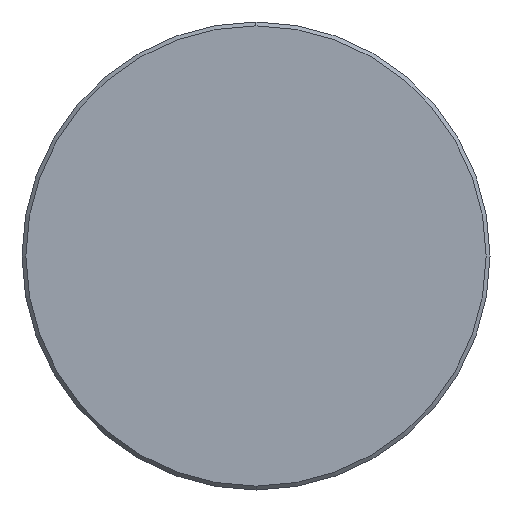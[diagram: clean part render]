
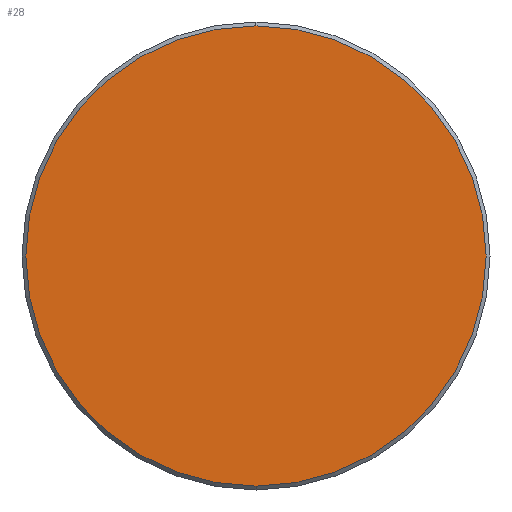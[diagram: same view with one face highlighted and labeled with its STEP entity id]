
A CAD part, left-side view. The second image highlights one B-rep face of the part: STEP entity #28.
In plain terms, the highlighted planar face has unit normal (-1, 0, 0).
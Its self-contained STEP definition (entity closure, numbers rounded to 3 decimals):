
#1 = DIRECTION ( 'NONE',  ( 0., 0., 1. ) ) ;
#5 = FACE_OUTER_BOUND ( 'NONE', #381, .T. ) ;
#19 = DIRECTION ( 'NONE',  ( -1., 0., 0. ) ) ;
#28 = ADVANCED_FACE ( 'NONE', ( #5 ), #122, .F. ) ;
#58 = DIRECTION ( 'NONE',  ( 0., 0., 1. ) ) ;
#110 = EDGE_CURVE ( 'NONE', #276, #555, #189, .T. ) ;
#122 = PLANE ( 'NONE',  #332 ) ;
#144 = ORIENTED_EDGE ( 'NONE', *, *, #110, .T. ) ;
#150 = AXIS2_PLACEMENT_3D ( 'NONE', #303, #19, #58 ) ;
#189 = CIRCLE ( 'NONE', #477, 17.7 ) ;
#194 = EDGE_CURVE ( 'NONE', #555, #276, #209, .T. ) ;
#209 = CIRCLE ( 'NONE', #150, 17.7 ) ;
#225 = CARTESIAN_POINT ( 'NONE',  ( 0., 0., 17.7 ) ) ;
#276 = VERTEX_POINT ( 'NONE', #225 ) ;
#287 = DIRECTION ( 'NONE',  ( 1., 0., 0. ) ) ;
#303 = CARTESIAN_POINT ( 'NONE',  ( 0., 0., 0. ) ) ;
#332 = AXIS2_PLACEMENT_3D ( 'NONE', #465, #287, #418 ) ;
#381 = EDGE_LOOP ( 'NONE', ( #481, #144 ) ) ;
#383 = CARTESIAN_POINT ( 'NONE',  ( 0., 0., 0. ) ) ;
#385 = DIRECTION ( 'NONE',  ( -1., 0., 0. ) ) ;
#418 = DIRECTION ( 'NONE',  ( 0., 0., -1. ) ) ;
#465 = CARTESIAN_POINT ( 'NONE',  ( 0., 0., 0. ) ) ;
#477 = AXIS2_PLACEMENT_3D ( 'NONE', #383, #385, #1 ) ;
#481 = ORIENTED_EDGE ( 'NONE', *, *, #194, .T. ) ;
#540 = CARTESIAN_POINT ( 'NONE',  ( 0., 0., -17.7 ) ) ;
#555 = VERTEX_POINT ( 'NONE', #540 ) ;
